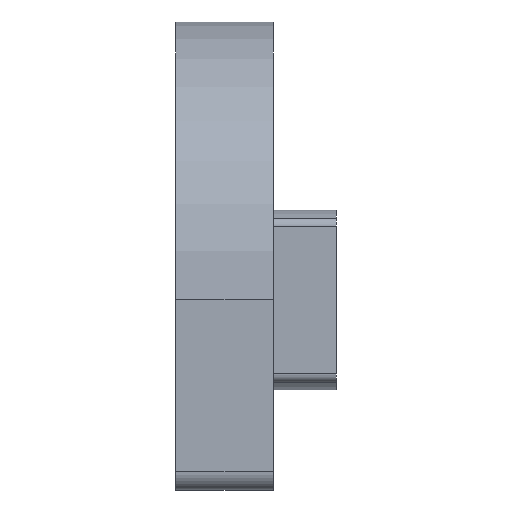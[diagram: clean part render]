
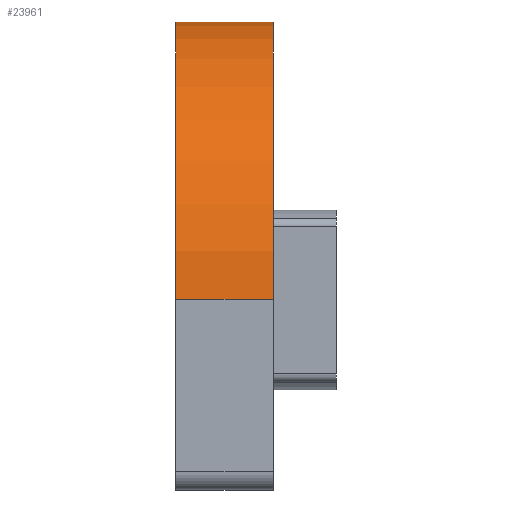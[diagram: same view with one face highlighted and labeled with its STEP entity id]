
A CAD part, front view. The second image highlights one B-rep face of the part: STEP entity #23961.
In plain terms, the highlighted cylindrical face has radius 15.4 mm (diameter 30.8 mm), a partial arc.
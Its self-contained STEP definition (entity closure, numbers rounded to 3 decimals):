
#396 = AXIS2_PLACEMENT_3D ( 'NONE', #13818, #15758, #2281 ) ;
#476 = DIRECTION ( 'NONE',  ( 0., 0., 1. ) ) ;
#1872 = CYLINDRICAL_SURFACE ( 'NONE', #7771, 15.4 ) ;
#2281 = DIRECTION ( 'NONE',  ( 0., 0., 1. ) ) ;
#3417 = ORIENTED_EDGE ( 'NONE', *, *, #20329, .F. ) ;
#4251 = ORIENTED_EDGE ( 'NONE', *, *, #8806, .F. ) ;
#4683 = VERTEX_POINT ( 'NONE', #23772 ) ;
#4851 = CIRCLE ( 'NONE', #6806, 15.4 ) ;
#5057 = CARTESIAN_POINT ( 'NONE',  ( 2.7, 0., 26. ) ) ;
#5508 = VECTOR ( 'NONE', #18259, 1000. ) ;
#5711 = DIRECTION ( 'NONE',  ( -1., 0., 0. ) ) ;
#6605 = ORIENTED_EDGE ( 'NONE', *, *, #9879, .T. ) ;
#6642 = ORIENTED_EDGE ( 'NONE', *, *, #22171, .T. ) ;
#6806 = AXIS2_PLACEMENT_3D ( 'NONE', #13235, #22561, #476 ) ;
#6812 = FACE_OUTER_BOUND ( 'NONE', #21902, .T. ) ;
#7771 = AXIS2_PLACEMENT_3D ( 'NONE', #7916, #21080, #13448 ) ;
#7916 = CARTESIAN_POINT ( 'NONE',  ( 2.7, 0., 10.6 ) ) ;
#8806 = EDGE_CURVE ( 'NONE', #16574, #11934, #15993, .T. ) ;
#9493 = VECTOR ( 'NONE', #5711, 1000. ) ;
#9879 = EDGE_CURVE ( 'NONE', #4683, #11934, #11968, .T. ) ;
#10656 = LINE ( 'NONE', #13061, #9493 ) ;
#11934 = VERTEX_POINT ( 'NONE', #16503 ) ;
#11968 = CIRCLE ( 'NONE', #396, 15.4 ) ;
#13061 = CARTESIAN_POINT ( 'NONE',  ( 2.7, 0., 26. ) ) ;
#13235 = CARTESIAN_POINT ( 'NONE',  ( 2.7, 0., 10.6 ) ) ;
#13448 = DIRECTION ( 'NONE',  ( 0., 0., 1. ) ) ;
#13818 = CARTESIAN_POINT ( 'NONE',  ( -2.7, 0., 10.6 ) ) ;
#15758 = DIRECTION ( 'NONE',  ( 1., 0., 0. ) ) ;
#15920 = CARTESIAN_POINT ( 'NONE',  ( 2.7, -15.4, 10.6 ) ) ;
#15993 = LINE ( 'NONE', #16380, #5508 ) ;
#16380 = CARTESIAN_POINT ( 'NONE',  ( 2.7, -15.4, 10.6 ) ) ;
#16503 = CARTESIAN_POINT ( 'NONE',  ( -2.7, -15.4, 10.6 ) ) ;
#16574 = VERTEX_POINT ( 'NONE', #15920 ) ;
#18259 = DIRECTION ( 'NONE',  ( -1., 0., 0. ) ) ;
#20329 = EDGE_CURVE ( 'NONE', #23258, #16574, #4851, .T. ) ;
#21080 = DIRECTION ( 'NONE',  ( -1., 0., 0. ) ) ;
#21902 = EDGE_LOOP ( 'NONE', ( #3417, #6642, #6605, #4251 ) ) ;
#22171 = EDGE_CURVE ( 'NONE', #23258, #4683, #10656, .T. ) ;
#22561 = DIRECTION ( 'NONE',  ( 1., 0., 0. ) ) ;
#23258 = VERTEX_POINT ( 'NONE', #5057 ) ;
#23772 = CARTESIAN_POINT ( 'NONE',  ( -2.7, 0., 26. ) ) ;
#23961 = ADVANCED_FACE ( 'NONE', ( #6812 ), #1872, .T. ) ;
